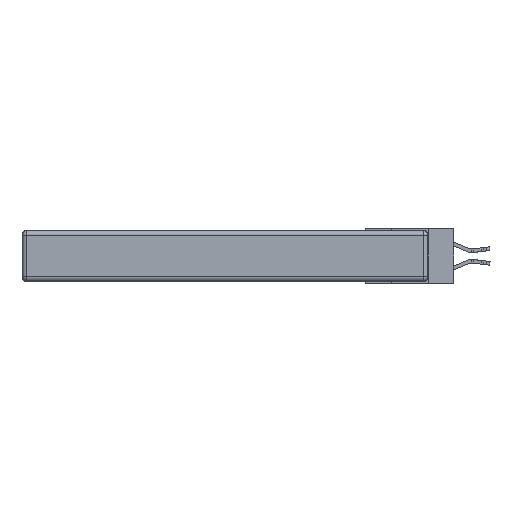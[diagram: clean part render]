
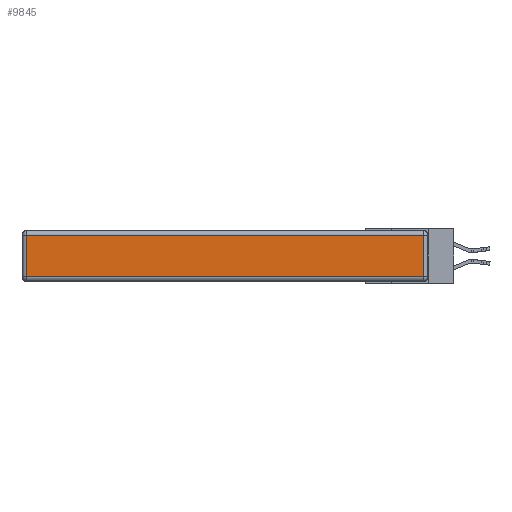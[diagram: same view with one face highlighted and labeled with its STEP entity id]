
A CAD part, left-side view. The second image highlights one B-rep face of the part: STEP entity #9845.
In plain terms, the highlighted planar face has unit normal (-1, 0, 0).
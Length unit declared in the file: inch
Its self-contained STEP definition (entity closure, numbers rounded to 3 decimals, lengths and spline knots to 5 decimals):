
#812 = VECTOR ( 'NONE', #28877, 39.37008 ) ;
#1269 = DIRECTION ( 'NONE',  ( 0., 0., 1. ) ) ;
#1700 = VERTEX_POINT ( 'NONE', #4349 ) ;
#3086 = CARTESIAN_POINT ( 'NONE',  ( 0., 2.75, -0.03 ) ) ;
#3968 = DIRECTION ( 'NONE',  ( 0., -1., 0. ) ) ;
#4180 = DIRECTION ( 'NONE',  ( 0., 0., 1. ) ) ;
#4349 = CARTESIAN_POINT ( 'NONE',  ( 0., 0.03, -0.03 ) ) ;
#5810 = VERTEX_POINT ( 'NONE', #11283 ) ;
#5825 = VERTEX_POINT ( 'NONE', #16267 ) ;
#7195 = VECTOR ( 'NONE', #4180, 39.37008 ) ;
#8812 = LINE ( 'NONE', #3086, #812 ) ;
#8854 = EDGE_LOOP ( 'NONE', ( #9403, #20296, #23762, #20135 ) ) ;
#9093 = CARTESIAN_POINT ( 'NONE',  ( 0., 0., -0.343 ) ) ;
#9403 = ORIENTED_EDGE ( 'NONE', *, *, #9601, .T. ) ;
#9601 = EDGE_CURVE ( 'NONE', #18832, #5825, #16935, .T. ) ;
#9845 = ADVANCED_FACE ( 'NONE', ( #14074 ), #29209, .T. ) ;
#10701 = CARTESIAN_POINT ( 'NONE',  ( 0., 0.03, -0.343 ) ) ;
#11283 = CARTESIAN_POINT ( 'NONE',  ( 0., 2.72, -0.03 ) ) ;
#11447 = DIRECTION ( 'NONE',  ( 0., 0., -1. ) ) ;
#11494 = LINE ( 'NONE', #17096, #18354 ) ;
#11676 = DIRECTION ( 'NONE',  ( -1., 0., 0. ) ) ;
#12044 = EDGE_CURVE ( 'NONE', #5825, #1700, #26030, .T. ) ;
#13616 = EDGE_CURVE ( 'NONE', #5810, #18832, #11494, .T. ) ;
#14074 = FACE_OUTER_BOUND ( 'NONE', #8854, .T. ) ;
#16267 = CARTESIAN_POINT ( 'NONE',  ( 0., 0.03, -0.313 ) ) ;
#16935 = LINE ( 'NONE', #21779, #28568 ) ;
#17002 = EDGE_CURVE ( 'NONE', #1700, #5810, #8812, .T. ) ;
#17096 = CARTESIAN_POINT ( 'NONE',  ( 0., 2.72, -0.343 ) ) ;
#17730 = AXIS2_PLACEMENT_3D ( 'NONE', #9093, #11676, #1269 ) ;
#18354 = VECTOR ( 'NONE', #11447, 39.37008 ) ;
#18832 = VERTEX_POINT ( 'NONE', #24531 ) ;
#20135 = ORIENTED_EDGE ( 'NONE', *, *, #13616, .T. ) ;
#20296 = ORIENTED_EDGE ( 'NONE', *, *, #12044, .T. ) ;
#21779 = CARTESIAN_POINT ( 'NONE',  ( 0., 0., -0.313 ) ) ;
#23762 = ORIENTED_EDGE ( 'NONE', *, *, #17002, .T. ) ;
#24531 = CARTESIAN_POINT ( 'NONE',  ( 0., 2.72, -0.313 ) ) ;
#26030 = LINE ( 'NONE', #10701, #7195 ) ;
#28568 = VECTOR ( 'NONE', #3968, 39.37008 ) ;
#28877 = DIRECTION ( 'NONE',  ( 0., 1., 0. ) ) ;
#29209 = PLANE ( 'NONE',  #17730 ) ;
